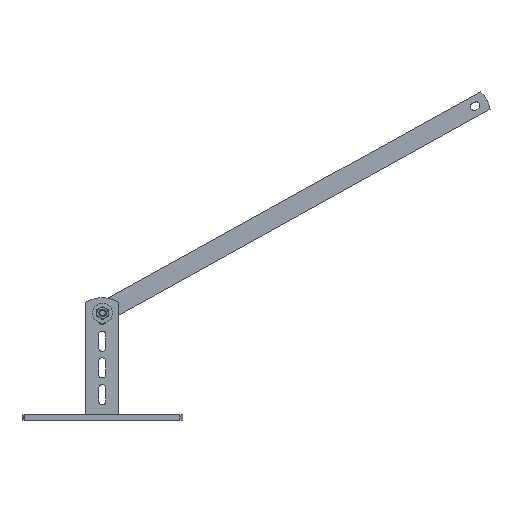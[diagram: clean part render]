
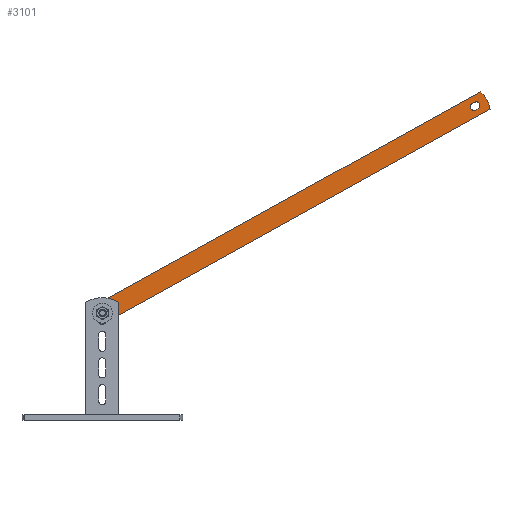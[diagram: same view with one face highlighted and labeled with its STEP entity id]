
A CAD part, front view. The second image highlights one B-rep face of the part: STEP entity #3101.
In plain terms, the highlighted planar face has unit normal (0, -1, 0).
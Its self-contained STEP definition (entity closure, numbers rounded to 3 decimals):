
#61 = DIRECTION ( 'NONE',  ( 0., 1., 0. ) ) ;
#105 = CIRCLE ( 'NONE', #4448, 5.5 ) ;
#120 = AXIS2_PLACEMENT_3D ( 'NONE', #4703, #4736, #648 ) ;
#277 = ORIENTED_EDGE ( 'NONE', *, *, #4613, .T. ) ;
#349 = DIRECTION ( 'NONE',  ( 0.875, 0., 0.485 ) ) ;
#370 = DIRECTION ( 'NONE',  ( 0.875, 0., 0.485 ) ) ;
#438 = FACE_BOUND ( 'NONE', #2340, .T. ) ;
#496 = CARTESIAN_POINT ( 'NONE',  ( 579.344, 4., 460.28 ) ) ;
#503 = EDGE_LOOP ( 'NONE', ( #1508, #5096, #2171, #277 ) ) ;
#556 = DIRECTION ( 'NONE',  ( 0.485, 0., -0.875 ) ) ;
#648 = DIRECTION ( 'NONE',  ( 0.485, 0., -0.875 ) ) ;
#667 = CARTESIAN_POINT ( 'NONE',  ( 3.498, 4., 158.234 ) ) ;
#723 = EDGE_CURVE ( 'NONE', #1001, #4037, #1496, .T. ) ;
#774 = CARTESIAN_POINT ( 'NONE',  ( -8.471, 4., 134.449 ) ) ;
#780 = DIRECTION ( 'NONE',  ( 0., -1., 0. ) ) ;
#832 = EDGE_CURVE ( 'NONE', #2106, #4308, #4558, .T. ) ;
#845 = VERTEX_POINT ( 'NONE', #1618 ) ;
#861 = CARTESIAN_POINT ( 'NONE',  ( 552.717, 4., 468.959 ) ) ;
#864 = AXIS2_PLACEMENT_3D ( 'NONE', #3128, #4361, #2198 ) ;
#886 = CARTESIAN_POINT ( 'NONE',  ( 555.384, 4., 464.149 ) ) ;
#945 = CARTESIAN_POINT ( 'NONE',  ( -2.666, 4., 161.105 ) ) ;
#988 = CARTESIAN_POINT ( 'NONE',  ( 556.216, 4., 470.898 ) ) ;
#1001 = VERTEX_POINT ( 'NONE', #3548 ) ;
#1011 = CARTESIAN_POINT ( 'NONE',  ( 0.832, 4., 163.044 ) ) ;
#1071 = AXIS2_PLACEMENT_3D ( 'NONE', #886, #780, #2411 ) ;
#1115 = DIRECTION ( 'NONE',  ( 0.485, 0., -0.875 ) ) ;
#1150 = DIRECTION ( 'NONE',  ( 0., 1., 0. ) ) ;
#1238 = DIRECTION ( 'NONE',  ( 0.485, 0., -0.875 ) ) ;
#1400 = CIRCLE ( 'NONE', #1724, 5.5 ) ;
#1496 = CIRCLE ( 'NONE', #4118, 5.5 ) ;
#1508 = ORIENTED_EDGE ( 'NONE', *, *, #2772, .F. ) ;
#1593 = CARTESIAN_POINT ( 'NONE',  ( -18.41, 4., 152.378 ) ) ;
#1595 = ORIENTED_EDGE ( 'NONE', *, *, #723, .T. ) ;
#1605 = ORIENTED_EDGE ( 'NONE', *, *, #4053, .T. ) ;
#1618 = CARTESIAN_POINT ( 'NONE',  ( 558.05, 4., 459.338 ) ) ;
#1637 = DIRECTION ( 'NONE',  ( 0.875, 0., 0.485 ) ) ;
#1720 = VECTOR ( 'NONE', #3726, 1000. ) ;
#1724 = AXIS2_PLACEMENT_3D ( 'NONE', #3028, #3923, #3050 ) ;
#1739 = ORIENTED_EDGE ( 'NONE', *, *, #5089, .F. ) ;
#1814 = VECTOR ( 'NONE', #2676, 1000. ) ;
#1869 = EDGE_CURVE ( 'NONE', #3184, #2543, #4719, .T. ) ;
#1984 = LINE ( 'NONE', #774, #4120 ) ;
#2034 = VERTEX_POINT ( 'NONE', #1011 ) ;
#2042 = CARTESIAN_POINT ( 'NONE',  ( -23.015, 4., 160.687 ) ) ;
#2060 = EDGE_CURVE ( 'NONE', #845, #3149, #4575, .T. ) ;
#2082 = ORIENTED_EDGE ( 'NONE', *, *, #832, .F. ) ;
#2106 = VERTEX_POINT ( 'NONE', #988 ) ;
#2123 = FACE_BOUND ( 'NONE', #5067, .T. ) ;
#2141 = CARTESIAN_POINT ( 'NONE',  ( 6.165, 4., 153.423 ) ) ;
#2171 = ORIENTED_EDGE ( 'NONE', *, *, #1869, .T. ) ;
#2183 = PLANE ( 'NONE',  #3755 ) ;
#2190 = EDGE_CURVE ( 'NONE', #2034, #3444, #105, .T. ) ;
#2198 = DIRECTION ( 'NONE',  ( 0.485, 0., -0.875 ) ) ;
#2266 = VERTEX_POINT ( 'NONE', #3804 ) ;
#2340 = EDGE_LOOP ( 'NONE', ( #1739, #2082, #4318, #4688 ) ) ;
#2411 = DIRECTION ( 'NONE',  ( 0.485, 0., -0.875 ) ) ;
#2469 = VECTOR ( 'NONE', #349, 1000. ) ;
#2495 = CARTESIAN_POINT ( 'NONE',  ( 0., 4., 156.295 ) ) ;
#2535 = CARTESIAN_POINT ( 'NONE',  ( -5.918, 4., 135.864 ) ) ;
#2543 = VERTEX_POINT ( 'NONE', #2535 ) ;
#2666 = EDGE_CURVE ( 'NONE', #3149, #2106, #1400, .T. ) ;
#2676 = DIRECTION ( 'NONE',  ( -0.875, 0., -0.485 ) ) ;
#2749 = LINE ( 'NONE', #1593, #2469 ) ;
#2772 = EDGE_CURVE ( 'NONE', #2266, #3980, #4523, .T. ) ;
#2782 = EDGE_CURVE ( 'NONE', #4037, #2034, #2749, .T. ) ;
#2825 = EDGE_CURVE ( 'NONE', #3184, #2266, #3600, .T. ) ;
#3028 = CARTESIAN_POINT ( 'NONE',  ( 558.882, 4., 466.088 ) ) ;
#3050 = DIRECTION ( 'NONE',  ( 0.485, 0., -0.875 ) ) ;
#3055 = CARTESIAN_POINT ( 'NONE',  ( -20.462, 4., 162.102 ) ) ;
#3101 = ADVANCED_FACE ( 'NONE', ( #3381, #2123, #438 ), #2183, .F. ) ;
#3128 = CARTESIAN_POINT ( 'NONE',  ( 539.64, 4., 455.422 ) ) ;
#3136 = LINE ( 'NONE', #4327, #1814 ) ;
#3149 = VERTEX_POINT ( 'NONE', #3457 ) ;
#3184 = VERTEX_POINT ( 'NONE', #3055 ) ;
#3269 = VECTOR ( 'NONE', #4903, 1000. ) ;
#3363 = CIRCLE ( 'NONE', #1071, 5.5 ) ;
#3381 = FACE_OUTER_BOUND ( 'NONE', #503, .T. ) ;
#3444 = VERTEX_POINT ( 'NONE', #2141 ) ;
#3457 = CARTESIAN_POINT ( 'NONE',  ( 561.548, 4., 461.277 ) ) ;
#3548 = CARTESIAN_POINT ( 'NONE',  ( 2.666, 4., 151.484 ) ) ;
#3600 = LINE ( 'NONE', #2042, #5196 ) ;
#3726 = DIRECTION ( 'NONE',  ( 0.875, 0., 0.485 ) ) ;
#3745 = CARTESIAN_POINT ( 'NONE',  ( -23.015, 4., 160.687 ) ) ;
#3755 = AXIS2_PLACEMENT_3D ( 'NONE', #3745, #61, #556 ) ;
#3804 = CARTESIAN_POINT ( 'NONE',  ( 564.8, 4., 486.519 ) ) ;
#3923 = DIRECTION ( 'NONE',  ( 0., -1., 0. ) ) ;
#3980 = VERTEX_POINT ( 'NONE', #496 ) ;
#4037 = VERTEX_POINT ( 'NONE', #945 ) ;
#4053 = EDGE_CURVE ( 'NONE', #3444, #1001, #3136, .T. ) ;
#4117 = CARTESIAN_POINT ( 'NONE',  ( -18.41, 4., 152.378 ) ) ;
#4118 = AXIS2_PLACEMENT_3D ( 'NONE', #2495, #4833, #1238 ) ;
#4120 = VECTOR ( 'NONE', #370, 1000. ) ;
#4161 = CARTESIAN_POINT ( 'NONE',  ( -13.077, 4., 142.758 ) ) ;
#4308 = VERTEX_POINT ( 'NONE', #861 ) ;
#4318 = ORIENTED_EDGE ( 'NONE', *, *, #2666, .F. ) ;
#4327 = CARTESIAN_POINT ( 'NONE',  ( -13.077, 4., 142.758 ) ) ;
#4361 = DIRECTION ( 'NONE',  ( 0., 1., 0. ) ) ;
#4448 = AXIS2_PLACEMENT_3D ( 'NONE', #667, #1150, #1115 ) ;
#4523 = CIRCLE ( 'NONE', #864, 40. ) ;
#4558 = LINE ( 'NONE', #4117, #3269 ) ;
#4575 = LINE ( 'NONE', #4161, #1720 ) ;
#4613 = EDGE_CURVE ( 'NONE', #2543, #3980, #1984, .T. ) ;
#4688 = ORIENTED_EDGE ( 'NONE', *, *, #2060, .F. ) ;
#4703 = CARTESIAN_POINT ( 'NONE',  ( 19.242, 4., 166.96 ) ) ;
#4719 = CIRCLE ( 'NONE', #120, 40. ) ;
#4736 = DIRECTION ( 'NONE',  ( 0., -1., 0. ) ) ;
#4833 = DIRECTION ( 'NONE',  ( 0., 1., 0. ) ) ;
#4903 = DIRECTION ( 'NONE',  ( -0.875, 0., -0.485 ) ) ;
#5067 = EDGE_LOOP ( 'NONE', ( #5170, #5146, #1605, #1595 ) ) ;
#5089 = EDGE_CURVE ( 'NONE', #4308, #845, #3363, .T. ) ;
#5096 = ORIENTED_EDGE ( 'NONE', *, *, #2825, .F. ) ;
#5146 = ORIENTED_EDGE ( 'NONE', *, *, #2190, .T. ) ;
#5170 = ORIENTED_EDGE ( 'NONE', *, *, #2782, .T. ) ;
#5196 = VECTOR ( 'NONE', #1637, 1000. ) ;
